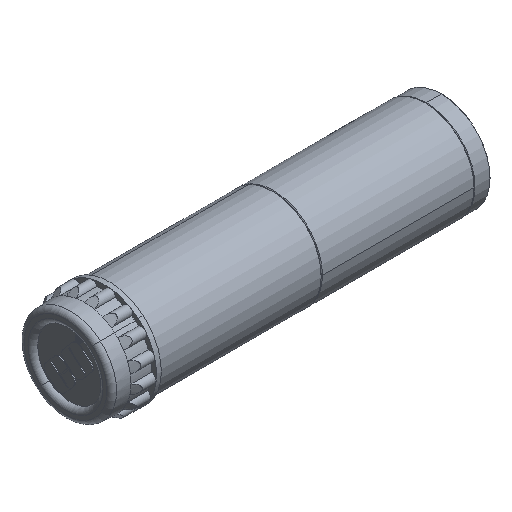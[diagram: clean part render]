
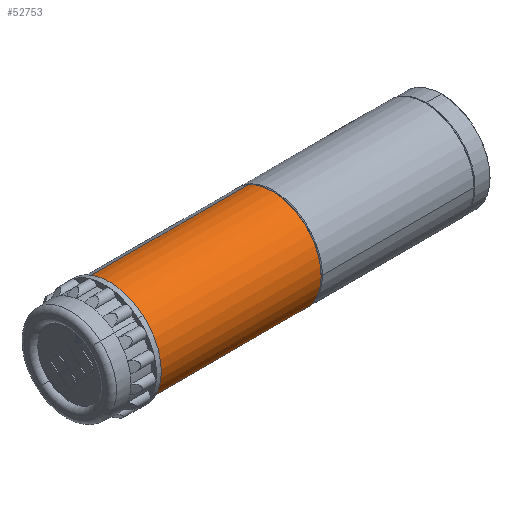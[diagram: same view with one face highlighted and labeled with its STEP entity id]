
A CAD part, isometric view. The second image highlights one B-rep face of the part: STEP entity #52753.
In plain terms, the highlighted cylindrical face has radius 15 mm (diameter 30 mm), a partial arc.
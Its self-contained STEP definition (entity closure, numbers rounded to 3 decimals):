
#3707 = DIRECTION ( 'NONE',  ( 0., 0., 1. ) ) ;
#4469 = DIRECTION ( 'NONE',  ( 0., 1., 0. ) ) ;
#4752 = CARTESIAN_POINT ( 'NONE',  ( 0., 15., -0.2 ) ) ;
#5569 = LINE ( 'NONE', #53070, #33371 ) ;
#8925 = VERTEX_POINT ( 'NONE', #21143 ) ;
#9704 = CARTESIAN_POINT ( 'NONE',  ( 0., 0., 0. ) ) ;
#11052 = VERTEX_POINT ( 'NONE', #19904 ) ;
#11894 = AXIS2_PLACEMENT_3D ( 'NONE', #9704, #18863, #14386 ) ;
#11969 = CARTESIAN_POINT ( 'NONE',  ( 0., 0., -0.2 ) ) ;
#12210 = EDGE_CURVE ( 'NONE', #8925, #40576, #55235, .T. ) ;
#12319 = DIRECTION ( 'NONE',  ( 0., 0., -1. ) ) ;
#14386 = DIRECTION ( 'NONE',  ( 0., 1., 0. ) ) ;
#15914 = ORIENTED_EDGE ( 'NONE', *, *, #20186, .F. ) ;
#16748 = CYLINDRICAL_SURFACE ( 'NONE', #11894, 15. ) ;
#18863 = DIRECTION ( 'NONE',  ( 0., 0., -1. ) ) ;
#19904 = CARTESIAN_POINT ( 'NONE',  ( 0., 15., -49.8 ) ) ;
#20186 = EDGE_CURVE ( 'NONE', #8925, #46325, #33259, .T. ) ;
#21143 = CARTESIAN_POINT ( 'NONE',  ( 0., -15., -0.2 ) ) ;
#21818 = CARTESIAN_POINT ( 'NONE',  ( 0., 0., -49.8 ) ) ;
#22620 = AXIS2_PLACEMENT_3D ( 'NONE', #11969, #34918, #34730 ) ;
#24854 = ORIENTED_EDGE ( 'NONE', *, *, #27731, .T. ) ;
#24930 = CARTESIAN_POINT ( 'NONE',  ( 0., -15., 0. ) ) ;
#27218 = EDGE_LOOP ( 'NONE', ( #15914, #43596, #24854, #27663 ) ) ;
#27663 = ORIENTED_EDGE ( 'NONE', *, *, #34794, .T. ) ;
#27731 = EDGE_CURVE ( 'NONE', #40576, #11052, #5569, .T. ) ;
#30462 = VECTOR ( 'NONE', #12319, 1000. ) ;
#30859 = DIRECTION ( 'NONE',  ( 0., 0., -1. ) ) ;
#32068 = CARTESIAN_POINT ( 'NONE',  ( 0., -15., -49.8 ) ) ;
#33259 = LINE ( 'NONE', #24930, #30462 ) ;
#33371 = VECTOR ( 'NONE', #30859, 1000. ) ;
#34730 = DIRECTION ( 'NONE',  ( 0., -1., 0. ) ) ;
#34794 = EDGE_CURVE ( 'NONE', #11052, #46325, #40099, .T. ) ;
#34918 = DIRECTION ( 'NONE',  ( 0., 0., -1. ) ) ;
#35560 = FACE_OUTER_BOUND ( 'NONE', #27218, .T. ) ;
#40099 = CIRCLE ( 'NONE', #43841, 15. ) ;
#40576 = VERTEX_POINT ( 'NONE', #4752 ) ;
#43596 = ORIENTED_EDGE ( 'NONE', *, *, #12210, .T. ) ;
#43841 = AXIS2_PLACEMENT_3D ( 'NONE', #21818, #3707, #4469 ) ;
#46325 = VERTEX_POINT ( 'NONE', #32068 ) ;
#52753 = ADVANCED_FACE ( 'NONE', ( #35560 ), #16748, .T. ) ;
#53070 = CARTESIAN_POINT ( 'NONE',  ( 0., 15., 0. ) ) ;
#55235 = CIRCLE ( 'NONE', #22620, 15. ) ;
